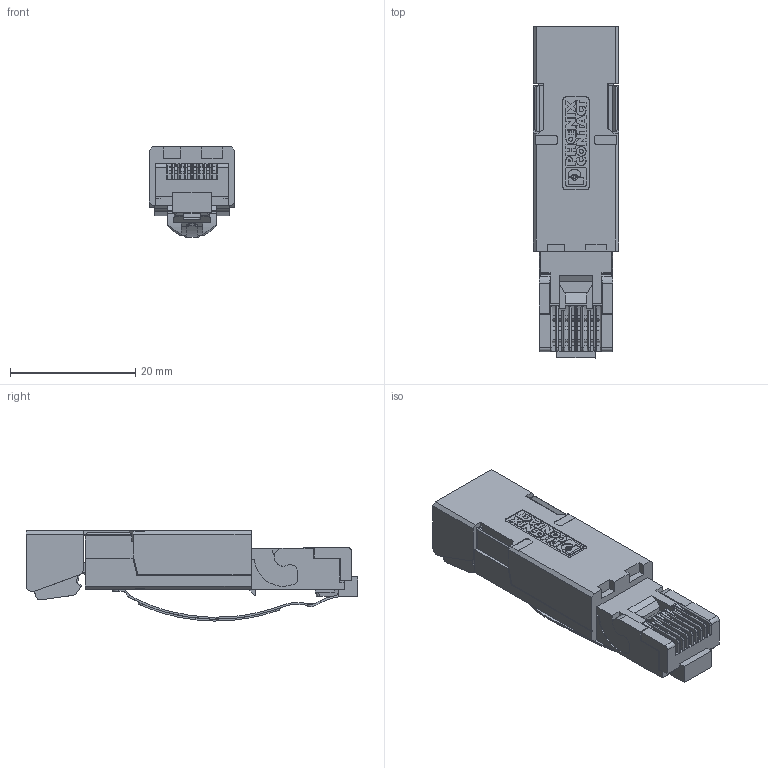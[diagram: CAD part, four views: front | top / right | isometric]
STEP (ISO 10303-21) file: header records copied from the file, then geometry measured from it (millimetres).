
FILE_DESCRIPTION(('Creo Elements/Direct Modeling STEP Export'),'2;1');
FILE_NAME('model.stp','2021-01-19T16:11:47',(''),(''),'Creo Elements/Direct Modeling STEP processor for AP214 (Solid Model)','Creo Elements/Direct Modeling 20.1A 29-Sep-2018 (C) Parametric Technology GmbH','');
FILE_SCHEMA(('AUTOMOTIVE_DESIGN { 1 0 10303 214 1 1 1 1 }'));
Length unit declared in the file: millimetre
Products named in the file (2): CUC-IND-C1ZNI-S_R4....; CUC-IND-C1ZNI-S_R4...
Assembly tree (1 placements, depth 2):
  CUC-IND-C1ZNI-S_R4...
    CUC-IND-C1ZNI-S_R4....
Bounding box: 13.65 x 52.9 x 14.37 mm (x, y, z)
Volume: 5044.5 mm3; surface area: 3819.1 mm2
Topology: 1 solids, 1 shells, 753 faces, 2149 edges, 1416 vertices
Faces by surface type: plane 508, cylinder 178, extrusion 33, torus 20, bspline 14
Entity records: 36178 total; most frequent: CARTESIAN_POINT 10917, ORIENTED_EDGE 4298, DIRECTION 3611, EDGE_CURVE 2149, VECTOR 1631, LINE 1598, VERTEX_POINT 1416, AXIS2_PLACEMENT_3D 990
